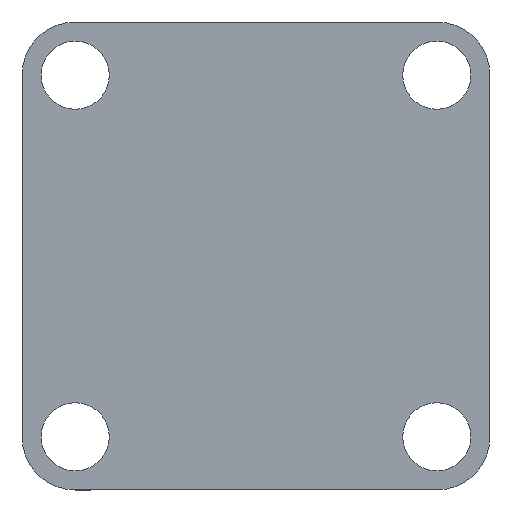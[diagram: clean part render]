
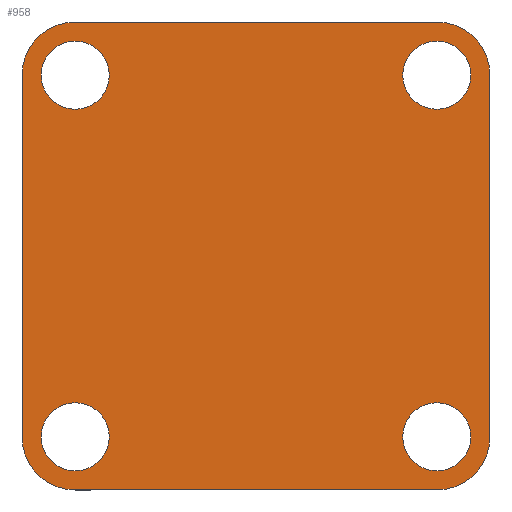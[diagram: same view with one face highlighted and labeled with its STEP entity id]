
A CAD part, front view. The second image highlights one B-rep face of the part: STEP entity #958.
In plain terms, the highlighted planar face has unit normal (0, -1, 0).
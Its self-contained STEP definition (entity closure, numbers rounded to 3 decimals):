
#15 = EDGE_CURVE ( 'NONE', #489, #629, #65, .T. ) ;
#16 = ORIENTED_EDGE ( 'NONE', *, *, #944, .T. ) ;
#30 = ORIENTED_EDGE ( 'NONE', *, *, #101, .T. ) ;
#37 = DIRECTION ( 'NONE',  ( 0., 1., 0. ) ) ;
#56 = CIRCLE ( 'NONE', #633, 2.5 ) ;
#62 = EDGE_CURVE ( 'NONE', #704, #894, #171, .T. ) ;
#65 = LINE ( 'NONE', #447, #256 ) ;
#75 = CARTESIAN_POINT ( 'NONE',  ( 8.5, 0., -6.9 ) ) ;
#80 = DIRECTION ( 'NONE',  ( 0., 0., 1. ) ) ;
#88 = DIRECTION ( 'NONE',  ( 0., 1., 0. ) ) ;
#90 = AXIS2_PLACEMENT_3D ( 'NONE', #275, #37, #734 ) ;
#91 = AXIS2_PLACEMENT_3D ( 'NONE', #552, #864, #857 ) ;
#92 = ORIENTED_EDGE ( 'NONE', *, *, #196, .T. ) ;
#94 = DIRECTION ( 'NONE',  ( 0., 0., -1. ) ) ;
#101 = EDGE_CURVE ( 'NONE', #674, #741, #113, .T. ) ;
#112 = FACE_OUTER_BOUND ( 'NONE', #280, .T. ) ;
#113 = CIRCLE ( 'NONE', #890, 1.6 ) ;
#115 = VERTEX_POINT ( 'NONE', #906 ) ;
#121 = CARTESIAN_POINT ( 'NONE',  ( 8.5, 0., -10.1 ) ) ;
#124 = VERTEX_POINT ( 'NONE', #75 ) ;
#128 = CIRCLE ( 'NONE', #319, 2.5 ) ;
#131 = CIRCLE ( 'NONE', #706, 1.6 ) ;
#132 = CARTESIAN_POINT ( 'NONE',  ( -8.5, 0., 8.5 ) ) ;
#142 = VECTOR ( 'NONE', #732, 1000. ) ;
#146 = CARTESIAN_POINT ( 'NONE',  ( -8.5, 0., 8.5 ) ) ;
#151 = CARTESIAN_POINT ( 'NONE',  ( -11., 0., 8.5 ) ) ;
#152 = EDGE_LOOP ( 'NONE', ( #424, #92 ) ) ;
#159 = CARTESIAN_POINT ( 'NONE',  ( 8.5, 0., 10.1 ) ) ;
#165 = DIRECTION ( 'NONE',  ( 0., -1., 0. ) ) ;
#171 = CIRCLE ( 'NONE', #872, 2.5 ) ;
#174 = CARTESIAN_POINT ( 'NONE',  ( 8.5, 0., -11. ) ) ;
#176 = FACE_BOUND ( 'NONE', #215, .T. ) ;
#181 = CIRCLE ( 'NONE', #764, 2.5 ) ;
#188 = CARTESIAN_POINT ( 'NONE',  ( -11., 0., -8.5 ) ) ;
#194 = EDGE_CURVE ( 'NONE', #513, #124, #131, .T. ) ;
#196 = EDGE_CURVE ( 'NONE', #486, #214, #757, .T. ) ;
#203 = ORIENTED_EDGE ( 'NONE', *, *, #62, .T. ) ;
#204 = DIRECTION ( 'NONE',  ( 1., 0., 0. ) ) ;
#210 = EDGE_CURVE ( 'NONE', #704, #115, #630, .T. ) ;
#214 = VERTEX_POINT ( 'NONE', #159 ) ;
#215 = EDGE_LOOP ( 'NONE', ( #30, #16 ) ) ;
#219 = ORIENTED_EDGE ( 'NONE', *, *, #210, .F. ) ;
#226 = EDGE_CURVE ( 'NONE', #909, #560, #453, .T. ) ;
#231 = DIRECTION ( 'NONE',  ( 0., -1., 0. ) ) ;
#236 = AXIS2_PLACEMENT_3D ( 'NONE', #310, #792, #631 ) ;
#237 = EDGE_CURVE ( 'NONE', #214, #486, #457, .T. ) ;
#249 = CIRCLE ( 'NONE', #467, 1.6 ) ;
#256 = VECTOR ( 'NONE', #763, 1000. ) ;
#275 = CARTESIAN_POINT ( 'NONE',  ( 0., 0., 0. ) ) ;
#280 = EDGE_LOOP ( 'NONE', ( #219, #203, #580, #572, #414, #417, #355, #928 ) ) ;
#285 = ORIENTED_EDGE ( 'NONE', *, *, #482, .T. ) ;
#301 = DIRECTION ( 'NONE',  ( 0., 0., 1. ) ) ;
#309 = DIRECTION ( 'NONE',  ( 1., 0., 0. ) ) ;
#310 = CARTESIAN_POINT ( 'NONE',  ( -8.5, 0., -8.5 ) ) ;
#316 = DIRECTION ( 'NONE',  ( 0., -1., 0. ) ) ;
#317 = VERTEX_POINT ( 'NONE', #606 ) ;
#319 = AXIS2_PLACEMENT_3D ( 'NONE', #409, #316, #80 ) ;
#326 = DIRECTION ( 'NONE',  ( 0., 0., 1. ) ) ;
#335 = DIRECTION ( 'NONE',  ( 0., 1., 0. ) ) ;
#346 = CARTESIAN_POINT ( 'NONE',  ( 8.5, 0., 6.9 ) ) ;
#355 = ORIENTED_EDGE ( 'NONE', *, *, #15, .F. ) ;
#360 = EDGE_LOOP ( 'NONE', ( #285, #620 ) ) ;
#376 = DIRECTION ( 'NONE',  ( 0., 1., 0. ) ) ;
#388 = EDGE_CURVE ( 'NONE', #812, #477, #829, .T. ) ;
#394 = DIRECTION ( 'NONE',  ( 0., 1., 0. ) ) ;
#407 = CARTESIAN_POINT ( 'NONE',  ( 8.5, 0., 8.5 ) ) ;
#409 = CARTESIAN_POINT ( 'NONE',  ( -8.5, 0., -8.5 ) ) ;
#414 = ORIENTED_EDGE ( 'NONE', *, *, #388, .F. ) ;
#417 = ORIENTED_EDGE ( 'NONE', *, *, #714, .T. ) ;
#424 = ORIENTED_EDGE ( 'NONE', *, *, #237, .T. ) ;
#441 = ORIENTED_EDGE ( 'NONE', *, *, #226, .T. ) ;
#447 = CARTESIAN_POINT ( 'NONE',  ( -11., 0., -11. ) ) ;
#453 = CIRCLE ( 'NONE', #91, 1.6 ) ;
#457 = CIRCLE ( 'NONE', #810, 1.6 ) ;
#467 = AXIS2_PLACEMENT_3D ( 'NONE', #742, #880, #887 ) ;
#477 = VERTEX_POINT ( 'NONE', #964 ) ;
#482 = EDGE_CURVE ( 'NONE', #124, #513, #249, .T. ) ;
#483 = CIRCLE ( 'NONE', #844, 1.6 ) ;
#485 = CARTESIAN_POINT ( 'NONE',  ( 8.5, 0., 8.5 ) ) ;
#486 = VERTEX_POINT ( 'NONE', #346 ) ;
#489 = VERTEX_POINT ( 'NONE', #188 ) ;
#490 = CARTESIAN_POINT ( 'NONE',  ( -8.5, 0., 8.5 ) ) ;
#491 = ORIENTED_EDGE ( 'NONE', *, *, #775, .T. ) ;
#494 = FACE_BOUND ( 'NONE', #360, .T. ) ;
#500 = VECTOR ( 'NONE', #204, 1000. ) ;
#504 = CARTESIAN_POINT ( 'NONE',  ( -8.5, 0., -6.9 ) ) ;
#509 = FACE_BOUND ( 'NONE', #528, .T. ) ;
#513 = VERTEX_POINT ( 'NONE', #121 ) ;
#528 = EDGE_LOOP ( 'NONE', ( #441, #491 ) ) ;
#532 = CARTESIAN_POINT ( 'NONE',  ( 8.5, 0., -8.5 ) ) ;
#552 = CARTESIAN_POINT ( 'NONE',  ( -8.5, 0., -8.5 ) ) ;
#558 = DIRECTION ( 'NONE',  ( 1., 0., 0. ) ) ;
#560 = VERTEX_POINT ( 'NONE', #999 ) ;
#572 = ORIENTED_EDGE ( 'NONE', *, *, #716, .T. ) ;
#573 = CARTESIAN_POINT ( 'NONE',  ( -8.5, 0., 10.1 ) ) ;
#580 = ORIENTED_EDGE ( 'NONE', *, *, #759, .F. ) ;
#606 = CARTESIAN_POINT ( 'NONE',  ( 11., 0., 8.5 ) ) ;
#620 = ORIENTED_EDGE ( 'NONE', *, *, #194, .T. ) ;
#629 = VERTEX_POINT ( 'NONE', #151 ) ;
#630 = LINE ( 'NONE', #634, #710 ) ;
#631 = DIRECTION ( 'NONE',  ( -1., 0., 0. ) ) ;
#633 = AXIS2_PLACEMENT_3D ( 'NONE', #490, #858, #803 ) ;
#634 = CARTESIAN_POINT ( 'NONE',  ( -11., 0., -11. ) ) ;
#636 = CARTESIAN_POINT ( 'NONE',  ( -8.5, 0., 6.9 ) ) ;
#657 = AXIS2_PLACEMENT_3D ( 'NONE', #407, #394, #309 ) ;
#663 = DIRECTION ( 'NONE',  ( 0., 0., 1. ) ) ;
#666 = PLANE ( 'NONE',  #90 ) ;
#674 = VERTEX_POINT ( 'NONE', #573 ) ;
#704 = VERTEX_POINT ( 'NONE', #174 ) ;
#706 = AXIS2_PLACEMENT_3D ( 'NONE', #873, #1005, #94 ) ;
#710 = VECTOR ( 'NONE', #925, 1000. ) ;
#714 = EDGE_CURVE ( 'NONE', #812, #629, #56, .T. ) ;
#716 = EDGE_CURVE ( 'NONE', #317, #477, #181, .T. ) ;
#732 = DIRECTION ( 'NONE',  ( 0., 0., -1. ) ) ;
#734 = DIRECTION ( 'NONE',  ( 0., 0., 1. ) ) ;
#741 = VERTEX_POINT ( 'NONE', #636 ) ;
#742 = CARTESIAN_POINT ( 'NONE',  ( 8.5, 0., -8.5 ) ) ;
#757 = CIRCLE ( 'NONE', #657, 1.6 ) ;
#759 = EDGE_CURVE ( 'NONE', #317, #894, #927, .T. ) ;
#763 = DIRECTION ( 'NONE',  ( 0., 0., 1. ) ) ;
#764 = AXIS2_PLACEMENT_3D ( 'NONE', #485, #165, #326 ) ;
#775 = EDGE_CURVE ( 'NONE', #560, #909, #794, .T. ) ;
#786 = EDGE_CURVE ( 'NONE', #489, #115, #128, .T. ) ;
#792 = DIRECTION ( 'NONE',  ( 0., 1., 0. ) ) ;
#794 = CIRCLE ( 'NONE', #236, 1.6 ) ;
#798 = CARTESIAN_POINT ( 'NONE',  ( 11., 0., -11. ) ) ;
#803 = DIRECTION ( 'NONE',  ( 0., 0., 1. ) ) ;
#810 = AXIS2_PLACEMENT_3D ( 'NONE', #931, #88, #558 ) ;
#812 = VERTEX_POINT ( 'NONE', #937 ) ;
#818 = FACE_BOUND ( 'NONE', #152, .T. ) ;
#829 = LINE ( 'NONE', #900, #500 ) ;
#837 = DIRECTION ( 'NONE',  ( 0., 0., 1. ) ) ;
#844 = AXIS2_PLACEMENT_3D ( 'NONE', #132, #335, #663 ) ;
#857 = DIRECTION ( 'NONE',  ( -1., 0., 0. ) ) ;
#858 = DIRECTION ( 'NONE',  ( 0., -1., 0. ) ) ;
#864 = DIRECTION ( 'NONE',  ( 0., 1., 0. ) ) ;
#872 = AXIS2_PLACEMENT_3D ( 'NONE', #532, #231, #837 ) ;
#873 = CARTESIAN_POINT ( 'NONE',  ( 8.5, 0., -8.5 ) ) ;
#880 = DIRECTION ( 'NONE',  ( 0., 1., 0. ) ) ;
#887 = DIRECTION ( 'NONE',  ( 0., 0., -1. ) ) ;
#890 = AXIS2_PLACEMENT_3D ( 'NONE', #146, #376, #301 ) ;
#894 = VERTEX_POINT ( 'NONE', #967 ) ;
#900 = CARTESIAN_POINT ( 'NONE',  ( -11., 0., 11. ) ) ;
#906 = CARTESIAN_POINT ( 'NONE',  ( -8.5, 0., -11. ) ) ;
#909 = VERTEX_POINT ( 'NONE', #504 ) ;
#925 = DIRECTION ( 'NONE',  ( -1., 0., 0. ) ) ;
#927 = LINE ( 'NONE', #798, #142 ) ;
#928 = ORIENTED_EDGE ( 'NONE', *, *, #786, .T. ) ;
#931 = CARTESIAN_POINT ( 'NONE',  ( 8.5, 0., 8.5 ) ) ;
#937 = CARTESIAN_POINT ( 'NONE',  ( -8.5, 0., 11. ) ) ;
#944 = EDGE_CURVE ( 'NONE', #741, #674, #483, .T. ) ;
#958 = ADVANCED_FACE ( 'NONE', ( #509, #494, #818, #176, #112 ), #666, .F. ) ;
#964 = CARTESIAN_POINT ( 'NONE',  ( 8.5, 0., 11. ) ) ;
#967 = CARTESIAN_POINT ( 'NONE',  ( 11., 0., -8.5 ) ) ;
#999 = CARTESIAN_POINT ( 'NONE',  ( -8.5, 0., -10.1 ) ) ;
#1005 = DIRECTION ( 'NONE',  ( 0., 1., 0. ) ) ;
